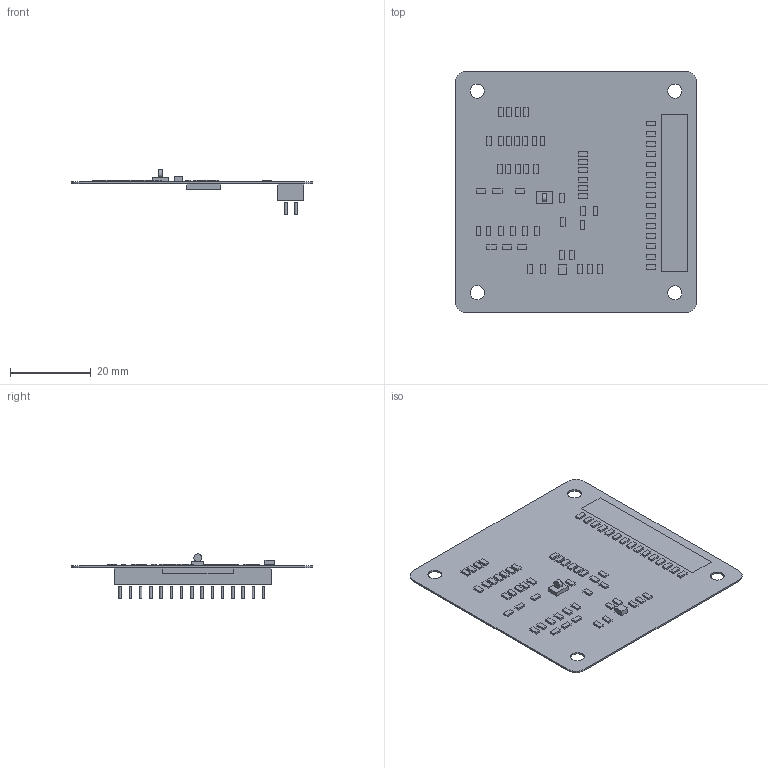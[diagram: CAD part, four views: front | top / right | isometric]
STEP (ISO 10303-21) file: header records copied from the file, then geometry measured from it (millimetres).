
FILE_DESCRIPTION(('Open CASCADE Model'),'2;1');
FILE_NAME('Open CASCADE Shape Model','2019-02-01T05:51:52',('Author'),( 'Open CASCADE'),'Open CASCADE STEP processor 6.8','Open CASCADE 6.8' ,'Unknown');
FILE_SCHEMA(('AUTOMOTIVE_DESIGN { 1 0 10303 214 1 1 1 1 }'));
Length unit declared in the file: millimetre
Products named in the file (83): PCB; Board; B2; 882640256; Extruded; 846448272; Cylinder; C32; 882639712; C33; C34; C35; C36; C37; C38; 882639576; C39; C40; C41; C42; C43; C44; C45; C46; C47; C48; C49; C50; C51; C52; C53; C54; C55; C57; DAC_1; 882640120; Header2; 882639848; 846448528; L11 ...
Assembly tree (170 placements, depth 4):
  PCB
    Board
    B2
      882640256
        Extruded
      846448272
        Cylinder
    C32
      882639712
        Extruded
    C33
      882639712
        Extruded
    C34
      882639712
        Extruded
    C35
      882639712
        Extruded
    C36
      882639712
        Extruded
    C37
      882639712
        Extruded
    C38
      882639576
        Extruded
    C39
      882639576
        Extruded
    C40
      882639576
        Extruded
    C41
      882639576
        Extruded
    C42
      882639576
        Extruded
    C43
      882639576
        Extruded
    C44
      882639576
        Extruded
    C45
      882639712
        Extruded
    C46
      882639576
        Extruded
    C47
      882639576
        Extruded
    C48
      882639576
        Extruded
    C49
      882639576
Bounding box: 60 x 60 x 11 mm (x, y, z)
Volume: 2955.6 mm3; surface area: 9316.8 mm2
Topology: 97 solids, 97 shells, 530 faces, 1008 edges, 672 vertices
Faces by surface type: plane 492, cylinder 38
Full cylindrical faces by diameter (mm): 0.64 x30, 2 x1, 3.5 x3
Entity records: 7723 total; most frequent: CARTESIAN_POINT 1209, DIRECTION 1161, LINE 599, VECTOR 599, ORIENTED_EDGE 426, PCURVE 426, DEFINITIONAL_REPRESENTATION 426, AXIS2_PLACEMENT_3D 278
